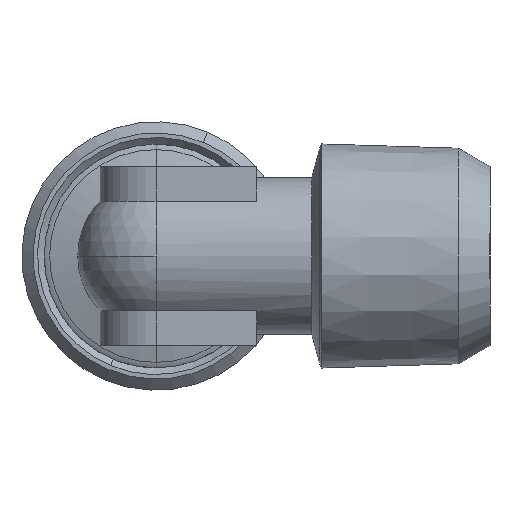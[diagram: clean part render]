
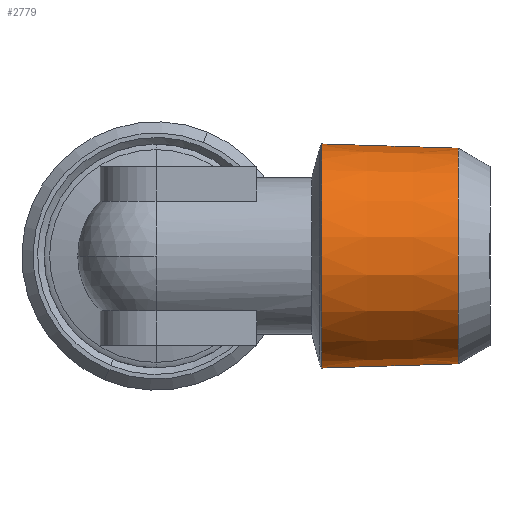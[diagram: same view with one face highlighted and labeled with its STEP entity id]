
A CAD part, left-side view. The second image highlights one B-rep face of the part: STEP entity #2779.
In plain terms, the highlighted conical face has half-angle 1.778 degrees and reference radius 5.01 mm.
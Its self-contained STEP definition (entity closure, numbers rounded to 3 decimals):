
#259 = CARTESIAN_POINT ( 'NONE',  ( 0., 2.49, 0. ) ) ;
#260 = DIRECTION ( 'NONE',  ( 0., 1., 0. ) ) ;
#261 = DIRECTION ( 'NONE',  ( 0., 0., 1. ) ) ;
#349 = DIRECTION ( 'NONE',  ( 0., 1., 0.031 ) ) ;
#354 = CARTESIAN_POINT ( 'NONE',  ( 0., 8.61, 5.01 ) ) ;
#356 = DIRECTION ( 'NONE',  ( 0., 1., -0.031 ) ) ;
#361 = CARTESIAN_POINT ( 'NONE',  ( 0., 8.61, -5.01 ) ) ;
#433 = AXIS2_PLACEMENT_3D ( 'NONE', #2898, #2897, #2896 ) ;
#448 = AXIS2_PLACEMENT_3D ( 'NONE', #259, #260, #261 ) ;
#486 = EDGE_CURVE ( 'NONE', #2568, #2567, #1675, .T. ) ;
#531 = EDGE_CURVE ( 'NONE', #2565, #1919, #1744, .T. ) ;
#570 = EDGE_CURVE ( 'NONE', #1919, #2567, #1802, .T. ) ;
#572 = EDGE_CURVE ( 'NONE', #2565, #2568, #1800, .T. ) ;
#749 = CARTESIAN_POINT ( 'NONE',  ( 0., 2.49, 4.82 ) ) ;
#784 = CARTESIAN_POINT ( 'NONE',  ( 0., 8.593, -5.009 ) ) ;
#791 = CARTESIAN_POINT ( 'NONE',  ( 0., 2.49, -4.82 ) ) ;
#792 = CARTESIAN_POINT ( 'NONE',  ( 0., 8.593, 5.009 ) ) ;
#1388 = CARTESIAN_POINT ( 'NONE',  ( 0., 8.61, 0. ) ) ;
#1389 = DIRECTION ( 'NONE',  ( 0., 1., 0. ) ) ;
#1397 = DIRECTION ( 'NONE',  ( 0., 0., 1. ) ) ;
#1675 = CIRCLE ( 'NONE', #433, 5.009 ) ;
#1744 = CIRCLE ( 'NONE', #448, 4.82 ) ;
#1800 = LINE ( 'NONE', #361, #1807 ) ;
#1802 = LINE ( 'NONE', #354, #1804 ) ;
#1804 = VECTOR ( 'NONE', #349, 1000. ) ;
#1807 = VECTOR ( 'NONE', #356, 1000. ) ;
#1867 = EDGE_LOOP ( 'NONE', ( #2470, #2471, #2472, #2473 ) ) ;
#1919 = VERTEX_POINT ( 'NONE', #749 ) ;
#2212 = AXIS2_PLACEMENT_3D ( 'NONE', #1388, #1389, #1397 ) ;
#2470 = ORIENTED_EDGE ( 'NONE', *, *, #572, .F. ) ;
#2471 = ORIENTED_EDGE ( 'NONE', *, *, #531, .T. ) ;
#2472 = ORIENTED_EDGE ( 'NONE', *, *, #570, .T. ) ;
#2473 = ORIENTED_EDGE ( 'NONE', *, *, #486, .F. ) ;
#2565 = VERTEX_POINT ( 'NONE', #791 ) ;
#2567 = VERTEX_POINT ( 'NONE', #792 ) ;
#2568 = VERTEX_POINT ( 'NONE', #784 ) ;
#2779 = ADVANCED_FACE ( 'NONE', ( #2862 ), #2870, .T. ) ;
#2862 = FACE_OUTER_BOUND ( 'NONE', #1867, .T. ) ;
#2870 = CONICAL_SURFACE ( 'NONE', #2212, 5.01, 0.031 ) ;
#2896 = DIRECTION ( 'NONE',  ( 0., 0., -1. ) ) ;
#2897 = DIRECTION ( 'NONE',  ( 0., 1., 0. ) ) ;
#2898 = CARTESIAN_POINT ( 'NONE',  ( 0., 8.593, 0. ) ) ;
